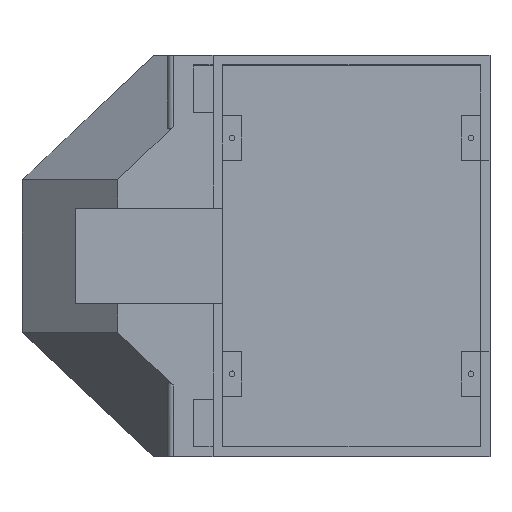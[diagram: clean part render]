
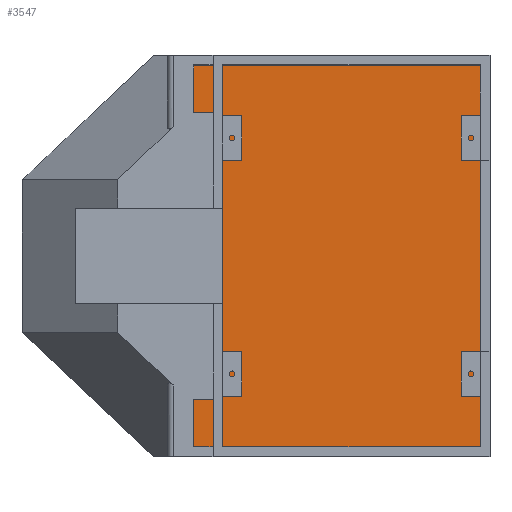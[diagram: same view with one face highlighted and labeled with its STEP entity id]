
A CAD part, top view. The second image highlights one B-rep face of the part: STEP entity #3547.
In plain terms, the highlighted planar face has unit normal (0, 0, 1).
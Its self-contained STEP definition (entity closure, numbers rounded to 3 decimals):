
#5 = VERTEX_POINT ( 'NONE', #3404 ) ;
#14 = VECTOR ( 'NONE', #1657, 1000. ) ;
#24 = VERTEX_POINT ( 'NONE', #3480 ) ;
#58 = EDGE_CURVE ( 'NONE', #604, #3502, #3747, .T. ) ;
#86 = ORIENTED_EDGE ( 'NONE', *, *, #750, .F. ) ;
#235 = LINE ( 'NONE', #2610, #3690 ) ;
#236 = DIRECTION ( 'NONE',  ( 0., 0., 1. ) ) ;
#243 = ORIENTED_EDGE ( 'NONE', *, *, #1009, .T. ) ;
#264 = LINE ( 'NONE', #1439, #1074 ) ;
#289 = DIRECTION ( 'NONE',  ( 1., 0., 0. ) ) ;
#337 = EDGE_CURVE ( 'NONE', #3282, #364, #1804, .T. ) ;
#340 = CARTESIAN_POINT ( 'NONE',  ( 70., -100., -25. ) ) ;
#355 = CARTESIAN_POINT ( 'NONE',  ( 70., 75., -25. ) ) ;
#364 = VERTEX_POINT ( 'NONE', #340 ) ;
#376 = LINE ( 'NONE', #355, #607 ) ;
#382 = VECTOR ( 'NONE', #2940, 1000. ) ;
#400 = CARTESIAN_POINT ( 'NONE',  ( 70., -75., -25. ) ) ;
#422 = CARTESIAN_POINT ( 'NONE',  ( 0., -100., -25. ) ) ;
#532 = CARTESIAN_POINT ( 'NONE',  ( 70., -75., -25. ) ) ;
#559 = EDGE_CURVE ( 'NONE', #2708, #3502, #570, .T. ) ;
#570 = LINE ( 'NONE', #1190, #382 ) ;
#591 = CARTESIAN_POINT ( 'NONE',  ( -85., 75., -25. ) ) ;
#603 = ORIENTED_EDGE ( 'NONE', *, *, #58, .F. ) ;
#604 = VERTEX_POINT ( 'NONE', #591 ) ;
#607 = VECTOR ( 'NONE', #2132, 1000. ) ;
#659 = CARTESIAN_POINT ( 'NONE',  ( 70., -75., -25. ) ) ;
#742 = DIRECTION ( 'NONE',  ( -1., 0., 0. ) ) ;
#750 = EDGE_CURVE ( 'NONE', #5, #604, #376, .T. ) ;
#770 = DIRECTION ( 'NONE',  ( 0., 1., 0. ) ) ;
#792 = CARTESIAN_POINT ( 'NONE',  ( -85., 100., -25. ) ) ;
#797 = EDGE_CURVE ( 'NONE', #1205, #364, #1529, .T. ) ;
#829 = DIRECTION ( 'NONE',  ( 0., -1., 0. ) ) ;
#836 = VERTEX_POINT ( 'NONE', #935 ) ;
#845 = LINE ( 'NONE', #1140, #1897 ) ;
#926 = CARTESIAN_POINT ( 'NONE',  ( -85., -100., -25. ) ) ;
#935 = CARTESIAN_POINT ( 'NONE',  ( 65., 75., -25. ) ) ;
#1009 = EDGE_CURVE ( 'NONE', #5, #3808, #3675, .T. ) ;
#1074 = VECTOR ( 'NONE', #2016, 1000. ) ;
#1131 = ORIENTED_EDGE ( 'NONE', *, *, #797, .F. ) ;
#1140 = CARTESIAN_POINT ( 'NONE',  ( 70., 100., -25. ) ) ;
#1142 = CARTESIAN_POINT ( 'NONE',  ( 70., 75., -25. ) ) ;
#1162 = ORIENTED_EDGE ( 'NONE', *, *, #337, .T. ) ;
#1190 = CARTESIAN_POINT ( 'NONE',  ( 0., 100., -25. ) ) ;
#1205 = VERTEX_POINT ( 'NONE', #659 ) ;
#1227 = CARTESIAN_POINT ( 'NONE',  ( 70., -100., -25. ) ) ;
#1299 = ORIENTED_EDGE ( 'NONE', *, *, #559, .T. ) ;
#1400 = LINE ( 'NONE', #532, #1442 ) ;
#1439 = CARTESIAN_POINT ( 'NONE',  ( 70., 75., -25. ) ) ;
#1442 = VECTOR ( 'NONE', #742, 1000. ) ;
#1529 = LINE ( 'NONE', #1227, #3700 ) ;
#1613 = ORIENTED_EDGE ( 'NONE', *, *, #2346, .T. ) ;
#1633 = VERTEX_POINT ( 'NONE', #3321 ) ;
#1657 = DIRECTION ( 'NONE',  ( 0., 1., 0. ) ) ;
#1695 = PLANE ( 'NONE',  #2186 ) ;
#1728 = ORIENTED_EDGE ( 'NONE', *, *, #1989, .T. ) ;
#1741 = ORIENTED_EDGE ( 'NONE', *, *, #1977, .T. ) ;
#1804 = LINE ( 'NONE', #422, #3666 ) ;
#1897 = VECTOR ( 'NONE', #2941, 1000. ) ;
#1977 = EDGE_CURVE ( 'NONE', #24, #3282, #235, .T. ) ;
#1989 = EDGE_CURVE ( 'NONE', #3616, #2708, #845, .T. ) ;
#2016 = DIRECTION ( 'NONE',  ( -1., 0., 0. ) ) ;
#2088 = ORIENTED_EDGE ( 'NONE', *, *, #2893, .F. ) ;
#2091 = LINE ( 'NONE', #400, #3601 ) ;
#2132 = DIRECTION ( 'NONE',  ( -1., 0., 0. ) ) ;
#2186 = AXIS2_PLACEMENT_3D ( 'NONE', #2942, #236, #289 ) ;
#2202 = CARTESIAN_POINT ( 'NONE',  ( -70., 0., -25. ) ) ;
#2216 = VECTOR ( 'NONE', #2458, 1000. ) ;
#2346 = EDGE_CURVE ( 'NONE', #1633, #836, #2571, .T. ) ;
#2381 = ORIENTED_EDGE ( 'NONE', *, *, #3763, .T. ) ;
#2458 = DIRECTION ( 'NONE',  ( 0., -1., 0. ) ) ;
#2571 = LINE ( 'NONE', #3722, #2952 ) ;
#2610 = CARTESIAN_POINT ( 'NONE',  ( -85., -100., -25. ) ) ;
#2701 = DIRECTION ( 'NONE',  ( -1., 0., 0. ) ) ;
#2708 = VERTEX_POINT ( 'NONE', #3185 ) ;
#2717 = EDGE_CURVE ( 'NONE', #3808, #24, #1400, .T. ) ;
#2730 = EDGE_LOOP ( 'NONE', ( #243, #3503, #1741, #1162, #1131, #2381, #1613, #2088, #1728, #1299, #603, #86 ) ) ;
#2893 = EDGE_CURVE ( 'NONE', #3616, #836, #264, .T. ) ;
#2940 = DIRECTION ( 'NONE',  ( -1., 0., 0. ) ) ;
#2941 = DIRECTION ( 'NONE',  ( 0., 1., 0. ) ) ;
#2942 = CARTESIAN_POINT ( 'NONE',  ( 0., 0., -25. ) ) ;
#2952 = VECTOR ( 'NONE', #770, 1000. ) ;
#3049 = DIRECTION ( 'NONE',  ( 0., -1., 0. ) ) ;
#3072 = CARTESIAN_POINT ( 'NONE',  ( -70., -75., -25. ) ) ;
#3185 = CARTESIAN_POINT ( 'NONE',  ( 70., 100., -25. ) ) ;
#3245 = FACE_OUTER_BOUND ( 'NONE', #2730, .T. ) ;
#3282 = VERTEX_POINT ( 'NONE', #926 ) ;
#3300 = DIRECTION ( 'NONE',  ( 1., 0., 0. ) ) ;
#3321 = CARTESIAN_POINT ( 'NONE',  ( 65., -75., -25. ) ) ;
#3404 = CARTESIAN_POINT ( 'NONE',  ( -70., 75., -25. ) ) ;
#3480 = CARTESIAN_POINT ( 'NONE',  ( -85., -75., -25. ) ) ;
#3502 = VERTEX_POINT ( 'NONE', #3728 ) ;
#3503 = ORIENTED_EDGE ( 'NONE', *, *, #2717, .T. ) ;
#3547 = ADVANCED_FACE ( 'NONE', ( #3245 ), #1695, .T. ) ;
#3601 = VECTOR ( 'NONE', #2701, 1000. ) ;
#3616 = VERTEX_POINT ( 'NONE', #1142 ) ;
#3666 = VECTOR ( 'NONE', #3300, 1000. ) ;
#3675 = LINE ( 'NONE', #2202, #2216 ) ;
#3690 = VECTOR ( 'NONE', #829, 1000. ) ;
#3700 = VECTOR ( 'NONE', #3049, 1000. ) ;
#3722 = CARTESIAN_POINT ( 'NONE',  ( 65., 0., -25. ) ) ;
#3728 = CARTESIAN_POINT ( 'NONE',  ( -85., 100., -25. ) ) ;
#3747 = LINE ( 'NONE', #792, #14 ) ;
#3763 = EDGE_CURVE ( 'NONE', #1205, #1633, #2091, .T. ) ;
#3808 = VERTEX_POINT ( 'NONE', #3072 ) ;
